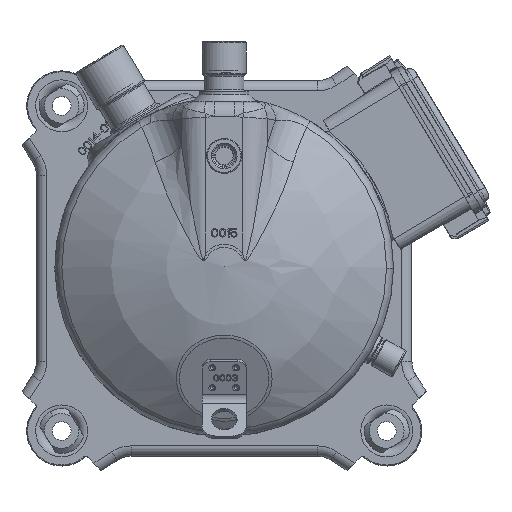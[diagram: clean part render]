
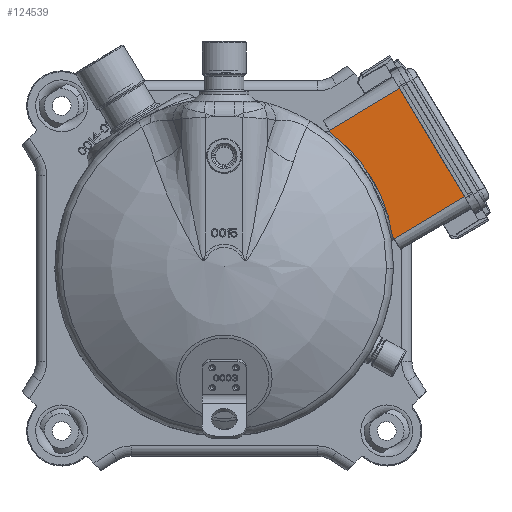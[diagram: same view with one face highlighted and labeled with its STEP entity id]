
A CAD part, top view. The second image highlights one B-rep face of the part: STEP entity #124539.
In plain terms, the highlighted planar face has unit normal (-0.015, -0.009, 1).
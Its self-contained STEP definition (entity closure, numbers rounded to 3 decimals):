
#124248=CARTESIAN_POINT('',(50.261,290.201,394.99));
#124249=VERTEX_POINT('',#124248);
#124250=CARTESIAN_POINT('',(51.394,288.315,394.99));
#124251=VERTEX_POINT('',#124250);
#124252=CARTESIAN_POINT('',(50.261,290.201,394.99));
#124253=DIRECTION('',(0.515,-0.857,-0.));
#124254=VECTOR('',#124253,2.201);
#124255=LINE('',#124252,#124254);
#124256=EDGE_CURVE('',#124249,#124251,#124255,.T.);
#124433=CARTESIAN_POINT('',(88.374,226.771,394.99));
#124434=VERTEX_POINT('',#124433);
#124442=CARTESIAN_POINT('',(87.24,228.657,394.99));
#124443=VERTEX_POINT('',#124442);
#124444=CARTESIAN_POINT('',(87.24,228.657,394.99));
#124445=DIRECTION('',(0.515,-0.857,-0.));
#124446=VECTOR('',#124445,2.201);
#124447=LINE('',#124444,#124446);
#124448=EDGE_CURVE('',#124443,#124434,#124447,.T.);
#124472=CARTESIAN_POINT('',(-1.828,215.738,393.541));
#124473=DIRECTION('',(0.015,0.009,-1.));
#124474=DIRECTION('',(-0.857,-0.515,-0.017));
#124475=AXIS2_PLACEMENT_3D('',#124472,#124473,#124474);
#124476=ELLIPSE('',#124475,90.014,90.);
#124477=EDGE_CURVE('',#124251,#124443,#124476,.T.);
#124507=CARTESIAN_POINT('',(48.851,292.548,394.99));
#124508=DIRECTION('',(-0.015,-0.009,1.));
#124509=DIRECTION('',(-0.515,0.857,0.));
#124510=AXIS2_PLACEMENT_3D('',#124507,#124508,#124509);
#124511=PLANE('',#124510);
#124512=CARTESIAN_POINT('',(91.405,314.923,395.828));
#124513=VERTEX_POINT('',#124512);
#124514=CARTESIAN_POINT('',(50.261,290.201,394.99));
#124515=DIRECTION('',(0.857,0.515,0.017));
#124516=VECTOR('',#124515,48.007);
#124517=LINE('',#124514,#124516);
#124518=EDGE_CURVE('',#124249,#124513,#124517,.T.);
#124519=ORIENTED_EDGE('',*,*,#124518,.F.);
#124520=ORIENTED_EDGE('',*,*,#124256,.T.);
#124521=ORIENTED_EDGE('',*,*,#124477,.T.);
#124522=ORIENTED_EDGE('',*,*,#124448,.T.);
#124523=CARTESIAN_POINT('',(129.518,251.493,395.828));
#124524=VERTEX_POINT('',#124523);
#124525=CARTESIAN_POINT('',(88.374,226.771,394.99));
#124526=DIRECTION('',(0.857,0.515,0.017));
#124527=VECTOR('',#124526,48.007);
#124528=LINE('',#124525,#124527);
#124529=EDGE_CURVE('',#124434,#124524,#124528,.T.);
#124530=ORIENTED_EDGE('',*,*,#124529,.T.);
#124531=CARTESIAN_POINT('',(129.518,251.493,395.828));
#124532=DIRECTION('',(-0.515,0.857,0.));
#124533=VECTOR('',#124532,74.);
#124534=LINE('',#124531,#124533);
#124535=EDGE_CURVE('',#124524,#124513,#124534,.T.);
#124536=ORIENTED_EDGE('',*,*,#124535,.T.);
#124537=EDGE_LOOP('',(#124519,#124520,#124521,#124522,#124530,#124536));
#124538=FACE_BOUND('',#124537,.T.);
#124539=ADVANCED_FACE('',(#124538),#124511,.T.);
